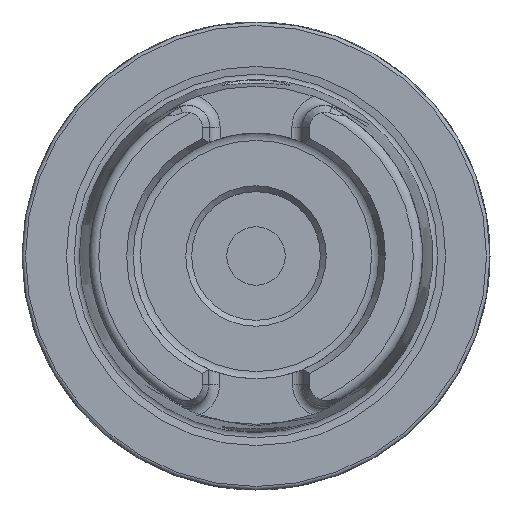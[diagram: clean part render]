
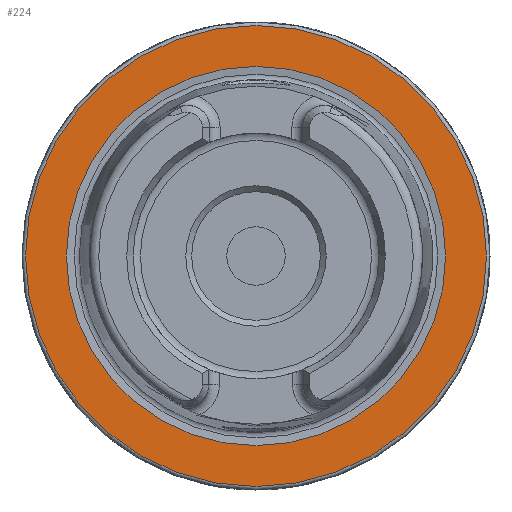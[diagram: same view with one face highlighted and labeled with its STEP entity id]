
A CAD part, left-side view. The second image highlights one B-rep face of the part: STEP entity #224.
In plain terms, the highlighted planar face has unit normal (-1, 0, 0).
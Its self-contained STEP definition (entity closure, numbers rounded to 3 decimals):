
#221 = CARTESIAN_POINT ( 'NONE',  ( 0., 0., 16.207 ) ) ;
#224 = ADVANCED_FACE ( 'NONE', ( #7171, #9214 ), #9935, .F. ) ;
#270 = EDGE_CURVE ( 'NONE', #812, #812, #11301, .T. ) ;
#553 = DIRECTION ( 'NONE',  ( 0., 0., 1. ) ) ;
#812 = VERTEX_POINT ( 'NONE', #10630 ) ;
#2171 = DIRECTION ( 'NONE',  ( 0., 0., 1. ) ) ;
#2749 = VERTEX_POINT ( 'NONE', #221 ) ;
#2901 = DIRECTION ( 'NONE',  ( -1., 0., 0. ) ) ;
#3047 = CARTESIAN_POINT ( 'NONE',  ( 0., 0., 0. ) ) ;
#4044 = CARTESIAN_POINT ( 'NONE',  ( 0., 0., 0. ) ) ;
#4672 = CARTESIAN_POINT ( 'NONE',  ( 0., 19.7, 0. ) ) ;
#4967 = DIRECTION ( 'NONE',  ( -1., 0., 0. ) ) ;
#5465 = EDGE_LOOP ( 'NONE', ( #6800 ) ) ;
#5488 = AXIS2_PLACEMENT_3D ( 'NONE', #4044, #4967, #553 ) ;
#6160 = EDGE_CURVE ( 'NONE', #2749, #2749, #10803, .T. ) ;
#6485 = DIRECTION ( 'NONE',  ( 0., 0., -1. ) ) ;
#6800 = ORIENTED_EDGE ( 'NONE', *, *, #6160, .F. ) ;
#7171 = FACE_BOUND ( 'NONE', #5465, .T. ) ;
#7185 = AXIS2_PLACEMENT_3D ( 'NONE', #3047, #2901, #2171 ) ;
#8786 = AXIS2_PLACEMENT_3D ( 'NONE', #4672, #9081, #6485 ) ;
#9081 = DIRECTION ( 'NONE',  ( 1., 0., 0. ) ) ;
#9214 = FACE_OUTER_BOUND ( 'NONE', #10171, .T. ) ;
#9323 = ORIENTED_EDGE ( 'NONE', *, *, #270, .T. ) ;
#9935 = PLANE ( 'NONE',  #8786 ) ;
#10171 = EDGE_LOOP ( 'NONE', ( #9323 ) ) ;
#10630 = CARTESIAN_POINT ( 'NONE',  ( 0., 0., 19.7 ) ) ;
#10803 = CIRCLE ( 'NONE', #7185, 16.207 ) ;
#11301 = CIRCLE ( 'NONE', #5488, 19.7 ) ;
